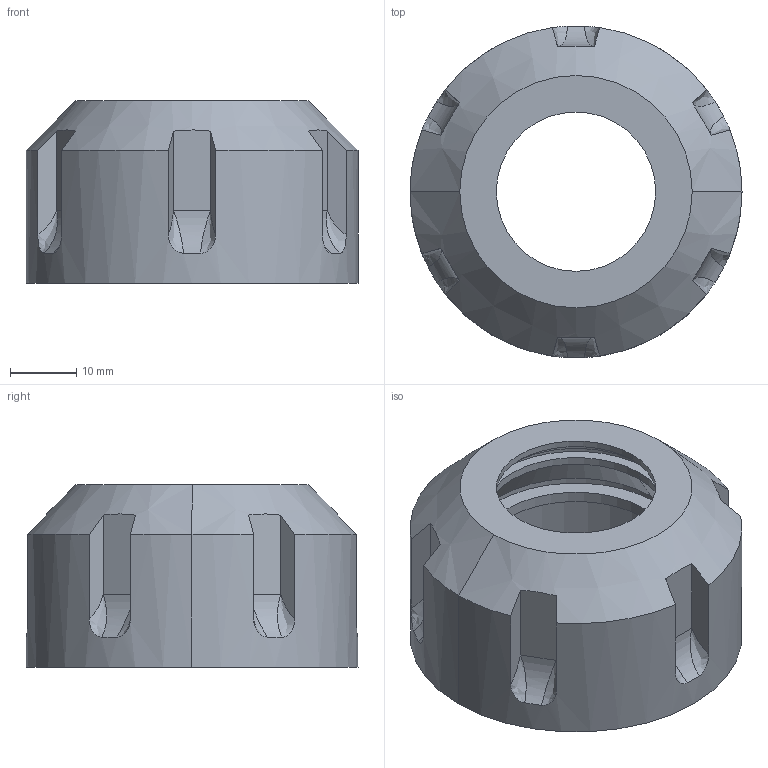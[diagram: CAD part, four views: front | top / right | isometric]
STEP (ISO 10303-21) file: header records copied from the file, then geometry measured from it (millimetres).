
FILE_DESCRIPTION (( 'STEP AP203' ), '1' );
FILE_NAME ('STP-08432P.STEP', '2020-07-08T07:17:47', ( '' ), ( '' ), 'SwSTEP 2.0', 'SolidWorks 2017', '' );
FILE_SCHEMA (( 'CONFIG_CONTROL_DESIGN' ));
Length unit declared in the file: millimetre
Products named in the file (1): STP-08432P
Bounding box: 50 x 50 x 27.5 mm (x, y, z)
Volume: 20852.2 mm3; surface area: 10817.3 mm2
Topology: 1 solids, 1 shells, 67 faces, 170 edges, 100 vertices
Faces by surface type: plane 27, cylinder 24, bspline 12, cone 4
Entity records: 2977 total; most frequent: CARTESIAN_POINT 1480, ORIENTED_EDGE 316, DIRECTION 256, EDGE_CURVE 158, AXIS2_PLACEMENT_3D 102, VERTEX_POINT 100, EDGE_LOOP 76, ADVANCED_FACE 67
